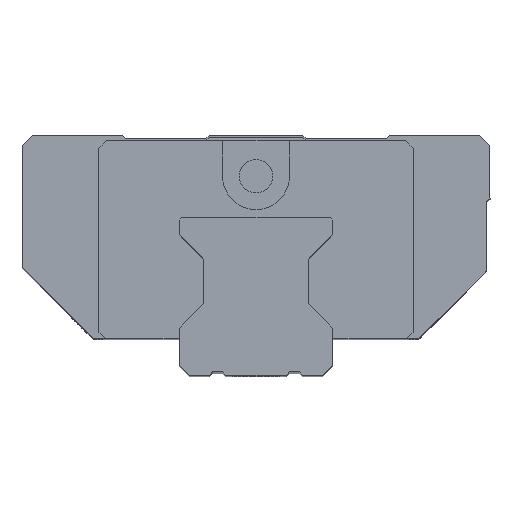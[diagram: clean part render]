
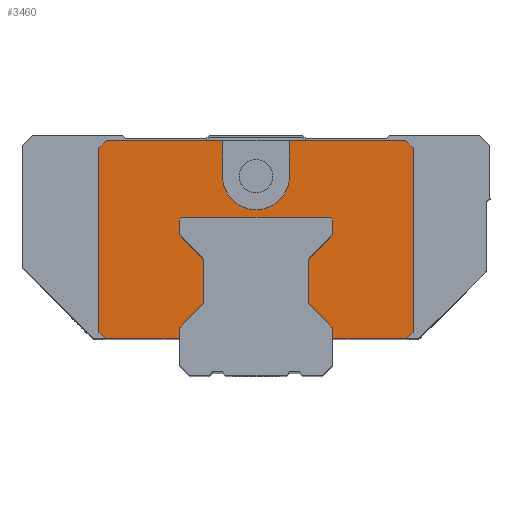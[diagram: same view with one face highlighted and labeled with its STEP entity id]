
A CAD part, top view. The second image highlights one B-rep face of the part: STEP entity #3460.
In plain terms, the highlighted planar face has unit normal (0, 0, 1).
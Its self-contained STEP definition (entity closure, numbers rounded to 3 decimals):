
#779=CARTESIAN_POINT('',(0.,-6.2,48.95));
#780=DIRECTION('',(0.,0.,1.));
#781=DIRECTION('',(-1.,0.,0.));
#782=AXIS2_PLACEMENT_3D('',#779,#780,#781);
#784=DIRECTION('',(0.,1.,0.));
#785=VECTOR('',#784,5.3);
#786=CARTESIAN_POINT('',(5.,-6.2,48.95));
#787=LINE('',#786,#785);
#788=DIRECTION('',(1.,0.,0.));
#789=VECTOR('',#788,17.4);
#790=CARTESIAN_POINT('',(5.,-0.9,48.95));
#791=LINE('',#790,#789);
#792=DIRECTION('',(0.707,-0.707,0.));
#793=VECTOR('',#792,1.556);
#794=CARTESIAN_POINT('',(22.4,-0.9,48.95));
#795=LINE('',#794,#793);
#796=DIRECTION('',(0.,-1.,0.));
#797=VECTOR('',#796,27.5);
#798=CARTESIAN_POINT('',(23.5,-2.,48.95));
#799=LINE('',#798,#797);
#800=DIRECTION('',(-0.707,-0.707,0.));
#801=VECTOR('',#800,1.414);
#802=CARTESIAN_POINT('',(23.5,-29.5,48.95));
#803=LINE('',#802,#801);
#804=DIRECTION('',(-1.,0.,0.));
#805=VECTOR('',#804,11.);
#806=CARTESIAN_POINT('',(22.5,-30.5,48.95));
#807=LINE('',#806,#805);
#808=DIRECTION('',(0.,1.,0.));
#809=VECTOR('',#808,1.543);
#810=CARTESIAN_POINT('',(11.5,-30.5,48.95));
#811=LINE('',#810,#809);
#812=DIRECTION('',(-0.707,0.707,0.));
#813=VECTOR('',#812,5.162);
#814=CARTESIAN_POINT('',(11.5,-28.957,48.95));
#815=LINE('',#814,#813);
#816=DIRECTION('',(0.,1.,0.));
#817=VECTOR('',#816,6.675);
#818=CARTESIAN_POINT('',(7.85,-25.307,48.95));
#819=LINE('',#818,#817);
#820=DIRECTION('',(0.707,0.707,0.));
#821=VECTOR('',#820,5.162);
#822=CARTESIAN_POINT('',(7.85,-18.632,48.95));
#823=LINE('',#822,#821);
#824=DIRECTION('',(0.,1.,0.));
#825=VECTOR('',#824,2.182);
#826=CARTESIAN_POINT('',(11.5,-14.982,48.95));
#827=LINE('',#826,#825);
#828=DIRECTION('',(-0.707,0.707,0.));
#829=VECTOR('',#828,0.566);
#830=CARTESIAN_POINT('',(11.5,-12.8,48.95));
#831=LINE('',#830,#829);
#832=DIRECTION('',(-1.,0.,0.));
#833=VECTOR('',#832,22.2);
#834=CARTESIAN_POINT('',(11.1,-12.4,48.95));
#835=LINE('',#834,#833);
#836=DIRECTION('',(-0.707,-0.707,0.));
#837=VECTOR('',#836,0.566);
#838=CARTESIAN_POINT('',(-11.1,-12.4,48.95));
#839=LINE('',#838,#837);
#840=DIRECTION('',(0.,-1.,0.));
#841=VECTOR('',#840,2.182);
#842=CARTESIAN_POINT('',(-11.5,-12.8,48.95));
#843=LINE('',#842,#841);
#844=DIRECTION('',(0.707,-0.707,0.));
#845=VECTOR('',#844,5.162);
#846=CARTESIAN_POINT('',(-11.5,-14.982,48.95));
#847=LINE('',#846,#845);
#848=DIRECTION('',(0.,-1.,0.));
#849=VECTOR('',#848,6.675);
#850=CARTESIAN_POINT('',(-7.85,-18.632,48.95));
#851=LINE('',#850,#849);
#852=DIRECTION('',(-0.707,-0.707,0.));
#853=VECTOR('',#852,5.162);
#854=CARTESIAN_POINT('',(-7.85,-25.307,48.95));
#855=LINE('',#854,#853);
#856=DIRECTION('',(0.,-1.,0.));
#857=VECTOR('',#856,1.543);
#858=CARTESIAN_POINT('',(-11.5,-28.957,48.95));
#859=LINE('',#858,#857);
#860=DIRECTION('',(-1.,0.,0.));
#861=VECTOR('',#860,11.);
#862=CARTESIAN_POINT('',(-11.5,-30.5,48.95));
#863=LINE('',#862,#861);
#864=DIRECTION('',(-0.707,0.707,0.));
#865=VECTOR('',#864,1.414);
#866=CARTESIAN_POINT('',(-22.5,-30.5,48.95));
#867=LINE('',#866,#865);
#868=DIRECTION('',(0.,1.,0.));
#869=VECTOR('',#868,27.5);
#870=CARTESIAN_POINT('',(-23.5,-29.5,48.95));
#871=LINE('',#870,#869);
#872=DIRECTION('',(0.707,0.707,0.));
#873=VECTOR('',#872,1.556);
#874=CARTESIAN_POINT('',(-23.5,-2.,48.95));
#875=LINE('',#874,#873);
#876=DIRECTION('',(1.,0.,0.));
#877=VECTOR('',#876,17.4);
#878=CARTESIAN_POINT('',(-22.4,-0.9,48.95));
#879=LINE('',#878,#877);
#880=DIRECTION('',(0.,1.,0.));
#881=VECTOR('',#880,5.3);
#882=CARTESIAN_POINT('',(-5.,-6.2,48.95));
#883=LINE('',#882,#881);
#2108=CARTESIAN_POINT('',(23.5,-2.,48.95));
#2109=CARTESIAN_POINT('',(23.5,-29.5,48.95));
#2110=VERTEX_POINT('',#2108);
#2111=VERTEX_POINT('',#2109);
#2112=CARTESIAN_POINT('',(22.5,-30.5,48.95));
#2113=VERTEX_POINT('',#2112);
#2114=CARTESIAN_POINT('',(11.5,-30.5,48.95));
#2115=VERTEX_POINT('',#2114);
#2116=CARTESIAN_POINT('',(11.5,-28.957,48.95));
#2117=VERTEX_POINT('',#2116);
#2118=CARTESIAN_POINT('',(7.85,-25.307,48.95));
#2119=VERTEX_POINT('',#2118);
#2120=CARTESIAN_POINT('',(7.85,-18.632,48.95));
#2121=VERTEX_POINT('',#2120);
#2122=CARTESIAN_POINT('',(11.5,-14.982,48.95));
#2123=VERTEX_POINT('',#2122);
#2124=CARTESIAN_POINT('',(11.5,-12.8,48.95));
#2125=VERTEX_POINT('',#2124);
#2126=CARTESIAN_POINT('',(11.1,-12.4,48.95));
#2127=VERTEX_POINT('',#2126);
#2128=CARTESIAN_POINT('',(-11.1,-12.4,48.95));
#2129=VERTEX_POINT('',#2128);
#2130=CARTESIAN_POINT('',(-11.5,-12.8,48.95));
#2131=VERTEX_POINT('',#2130);
#2132=CARTESIAN_POINT('',(-11.5,-14.982,48.95));
#2133=VERTEX_POINT('',#2132);
#2134=CARTESIAN_POINT('',(-7.85,-18.632,48.95));
#2135=VERTEX_POINT('',#2134);
#2136=CARTESIAN_POINT('',(-7.85,-25.307,48.95));
#2137=VERTEX_POINT('',#2136);
#2138=CARTESIAN_POINT('',(-11.5,-28.957,48.95));
#2139=VERTEX_POINT('',#2138);
#2140=CARTESIAN_POINT('',(-11.5,-30.5,48.95));
#2141=VERTEX_POINT('',#2140);
#2142=CARTESIAN_POINT('',(-22.5,-30.5,48.95));
#2143=VERTEX_POINT('',#2142);
#2144=CARTESIAN_POINT('',(-23.5,-29.5,48.95));
#2145=VERTEX_POINT('',#2144);
#2146=CARTESIAN_POINT('',(-23.5,-2.,48.95));
#2147=VERTEX_POINT('',#2146);
#2148=CARTESIAN_POINT('',(-22.4,-0.9,48.95));
#2149=VERTEX_POINT('',#2148);
#2154=CARTESIAN_POINT('',(-5.,-0.9,48.95));
#2155=VERTEX_POINT('',#2154);
#2156=CARTESIAN_POINT('',(5.,-0.9,48.95));
#2157=CARTESIAN_POINT('',(22.4,-0.9,48.95));
#2158=VERTEX_POINT('',#2156);
#2159=VERTEX_POINT('',#2157);
#2164=CARTESIAN_POINT('',(5.,-6.2,48.95));
#2165=VERTEX_POINT('',#2164);
#2166=CARTESIAN_POINT('',(-5.,-6.2,48.95));
#2167=VERTEX_POINT('',#2166);
#3416=CARTESIAN_POINT('',(7.,-0.4,48.95));
#3417=DIRECTION('',(0.,0.,1.));
#3418=DIRECTION('',(1.,0.,0.));
#3419=AXIS2_PLACEMENT_3D('',#3416,#3417,#3418);
#3420=PLANE('',#3419);
#3422=ORIENTED_EDGE('',*,*,#3421,.F.);
#3424=ORIENTED_EDGE('',*,*,#3423,.T.);
#3426=ORIENTED_EDGE('',*,*,#3425,.T.);
#3428=ORIENTED_EDGE('',*,*,#3427,.T.);
#3430=ORIENTED_EDGE('',*,*,#3429,.T.);
#3432=ORIENTED_EDGE('',*,*,#3431,.T.);
#3434=ORIENTED_EDGE('',*,*,#3433,.T.);
#3435=ORIENTED_EDGE('',*,*,#2878,.T.);
#3436=ORIENTED_EDGE('',*,*,#3411,.T.);
#3437=ORIENTED_EDGE('',*,*,#3398,.T.);
#3438=ORIENTED_EDGE('',*,*,#3384,.T.);
#3439=ORIENTED_EDGE('',*,*,#3370,.T.);
#3440=ORIENTED_EDGE('',*,*,#3356,.T.);
#3441=ORIENTED_EDGE('',*,*,#3342,.T.);
#3442=ORIENTED_EDGE('',*,*,#2596,.T.);
#3443=ORIENTED_EDGE('',*,*,#2581,.T.);
#3444=ORIENTED_EDGE('',*,*,#2566,.T.);
#3445=ORIENTED_EDGE('',*,*,#2551,.T.);
#3446=ORIENTED_EDGE('',*,*,#2536,.T.);
#3447=ORIENTED_EDGE('',*,*,#2521,.T.);
#3448=ORIENTED_EDGE('',*,*,#2506,.T.);
#3449=ORIENTED_EDGE('',*,*,#2491,.T.);
#3451=ORIENTED_EDGE('',*,*,#3450,.T.);
#3453=ORIENTED_EDGE('',*,*,#3452,.T.);
#3455=ORIENTED_EDGE('',*,*,#3454,.T.);
#3457=ORIENTED_EDGE('',*,*,#3456,.T.);
#3458=EDGE_LOOP('',(#3422,#3424,#3426,#3428,#3430,#3432,#3434,#3435,#3436,#3437,
#3438,#3439,#3440,#3441,#3442,#3443,#3444,#3445,#3446,#3447,#3448,#3449,#3451,
#3453,#3455,#3457));
#3459=FACE_OUTER_BOUND('',#3458,.F.);
#3460=ADVANCED_FACE('',(#3459),#3420,.T.);
#783=CIRCLE('',#782,5.);
#2491=EDGE_CURVE('',#2141,#2143,#863,.T.);
#2506=EDGE_CURVE('',#2139,#2141,#859,.T.);
#2521=EDGE_CURVE('',#2137,#2139,#855,.T.);
#2536=EDGE_CURVE('',#2135,#2137,#851,.T.);
#2551=EDGE_CURVE('',#2133,#2135,#847,.T.);
#2566=EDGE_CURVE('',#2131,#2133,#843,.T.);
#2581=EDGE_CURVE('',#2129,#2131,#839,.T.);
#2596=EDGE_CURVE('',#2127,#2129,#835,.T.);
#2878=EDGE_CURVE('',#2113,#2115,#807,.T.);
#3342=EDGE_CURVE('',#2125,#2127,#831,.T.);
#3356=EDGE_CURVE('',#2123,#2125,#827,.T.);
#3370=EDGE_CURVE('',#2121,#2123,#823,.T.);
#3384=EDGE_CURVE('',#2119,#2121,#819,.T.);
#3398=EDGE_CURVE('',#2117,#2119,#815,.T.);
#3411=EDGE_CURVE('',#2115,#2117,#811,.T.);
#3421=EDGE_CURVE('',#2167,#2155,#883,.T.);
#3423=EDGE_CURVE('',#2167,#2165,#783,.T.);
#3425=EDGE_CURVE('',#2165,#2158,#787,.T.);
#3427=EDGE_CURVE('',#2158,#2159,#791,.T.);
#3429=EDGE_CURVE('',#2159,#2110,#795,.T.);
#3431=EDGE_CURVE('',#2110,#2111,#799,.T.);
#3433=EDGE_CURVE('',#2111,#2113,#803,.T.);
#3450=EDGE_CURVE('',#2143,#2145,#867,.T.);
#3452=EDGE_CURVE('',#2145,#2147,#871,.T.);
#3454=EDGE_CURVE('',#2147,#2149,#875,.T.);
#3456=EDGE_CURVE('',#2149,#2155,#879,.T.);
